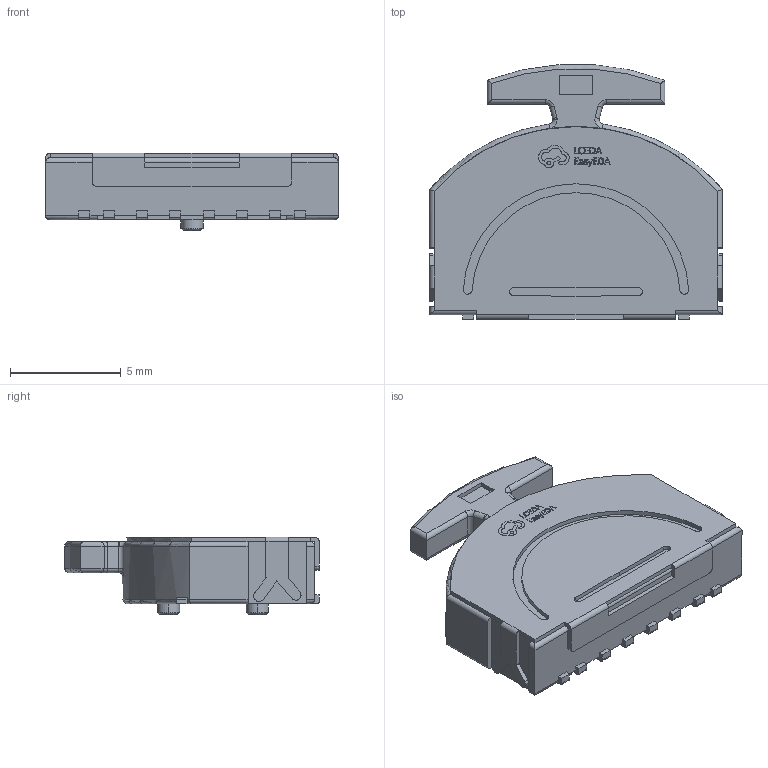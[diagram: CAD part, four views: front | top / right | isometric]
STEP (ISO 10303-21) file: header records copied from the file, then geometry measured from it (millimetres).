
FILE_DESCRIPTION (( 'STEP AP214' ), '1' );
FILE_NAME ('SW-SMD_TM-1011A.step', '2022-07-26T08:01:57', ( '' ), ( '' ), 'SwSTEP 2.0', 'SolidWorks 2021', '' );
FILE_SCHEMA (( 'AUTOMOTIVE_DESIGN' ));
Length unit declared in the file: millimetre
Products named in the file (1): SW-SMD_TM-1011A
Bounding box: 13.2 x 11.47 x 3.5 mm (x, y, z)
Volume: 321.7 mm3; surface area: 423.5 mm2
Topology: 1 solids, 1 shells, 542 faces, 1455 edges, 948 vertices
Faces by surface type: plane 339, bspline 114, cylinder 70, torus 15, cone 4
Entity records: 23986 total; most frequent: CARTESIAN_POINT 5192, ORIENTED_EDGE 2910, DIRECTION 2206, EDGE_CURVE 1455, LINE 1058, VECTOR 1058, VERTEX_POINT 948, EDGE_LOOP 579
